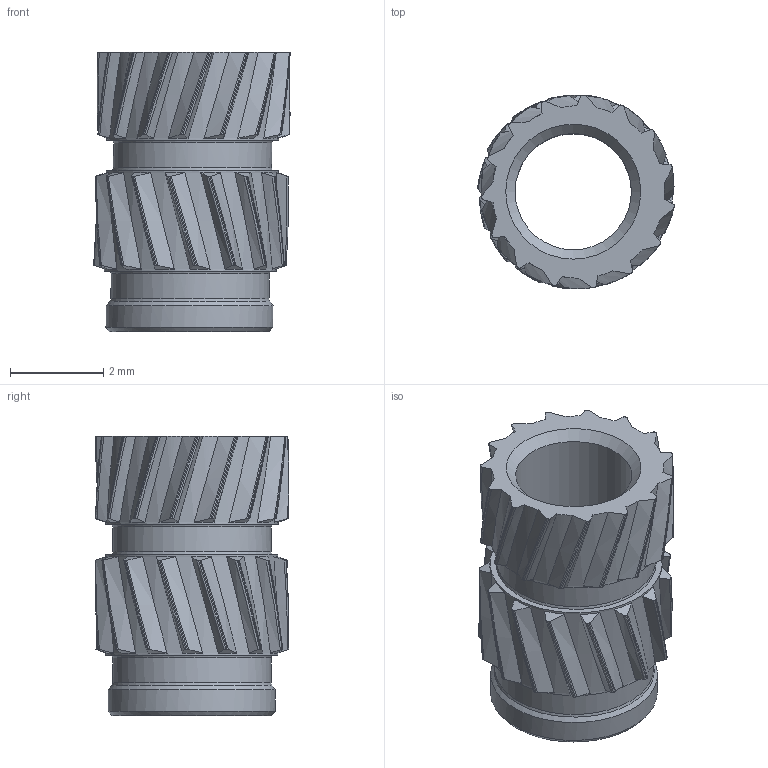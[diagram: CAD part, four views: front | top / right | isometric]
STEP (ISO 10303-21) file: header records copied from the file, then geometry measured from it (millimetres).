
FILE_DESCRIPTION(/* description */ (''),/* implementation_level */ '2;1');
FILE_NAME(/* name */ 'M2.5 Threaded Insert (OD4.12-L6).step',/* time_stamp */ '2024-09-03T22:56:39+08:00',/* author */ (''),/* organization */ (''),/* preprocessor_version */ 'ST-DEVELOPER v20',/* originating_system */ 'Autodesk Translation Framework v13.14.0.145',/* authorisation */ '');
FILE_SCHEMA (('AUTOMOTIVE_DESIGN { 1 0 10303 214 3 1 1 }'));
Length unit declared in the file: millimetre
Products named in the file (1): M2.5 Threaded Insert(Mirror)
Bounding box: 4.22 x 4.17 x 6 mm (x, y, z)
Volume: 35.5 mm3; surface area: 147.5 mm2
Topology: 1 solids, 1 shells, 215 faces, 601 edges, 404 vertices
Faces by surface type: bspline 207, plane 5, cone 2, cylinder 1
Full cylindrical faces by diameter (mm): 2.5 x1
Entity records: 15045 total; most frequent: CARTESIAN_POINT 10590, ORIENTED_EDGE 1202, DIRECTION 641, EDGE_CURVE 601, VERTEX_POINT 404, AXIS2_PLACEMENT_3D 304, ELLIPSE 291, EDGE_LOOP 233
